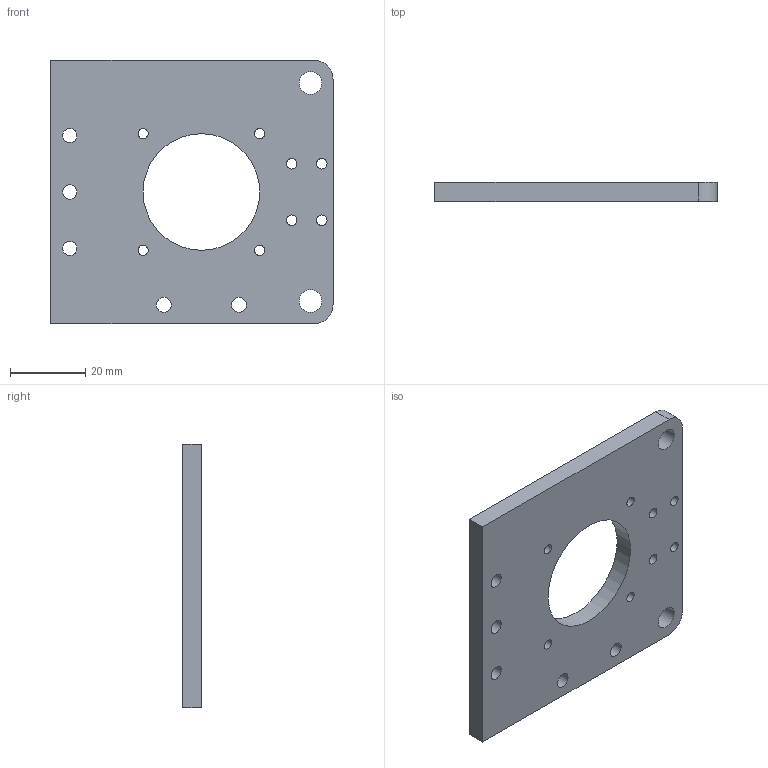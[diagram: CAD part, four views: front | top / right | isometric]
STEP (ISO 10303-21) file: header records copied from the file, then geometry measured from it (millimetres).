
FILE_DESCRIPTION(/* description */ (''),/* implementation_level */ '2;1');
FILE_NAME(/* name */ 'Motor Holder 1.stp',/* time_stamp */ '2020-09-27T20:00:05+01:00',/* author */ ('ferrerx'),/* organization */ (''),/* preprocessor_version */ 'ST-DEVELOPER v18',/* originating_system */ 'Autodesk Inventor 2020',/* authorisation */ '');
FILE_SCHEMA (('AUTOMOTIVE_DESIGN { 1 0 10303 214 3 1 1 }'));
Length unit declared in the file: millimetre
Products named in the file (1): Motor Holder 1
Bounding box: 75 x 5 x 70 mm (x, y, z)
Volume: 21606.3 mm3; surface area: 11396.8 mm2
Topology: 1 solids, 1 shells, 24 faces, 81 edges, 59 vertices
Faces by surface type: cylinder 18, plane 6
Full cylindrical faces by diameter (mm): 2.7 x4, 2.8 x4, 3.8 x3, 4 x2, 6 x2, 31 x1
Entity records: 1041 total; most frequent: DIRECTION 182, CARTESIAN_POINT 165, ORIENTED_EDGE 162, EDGE_CURVE 81, AXIS2_PLACEMENT_3D 76, VERTEX_POINT 59, EDGE_LOOP 56, CIRCLE 51
